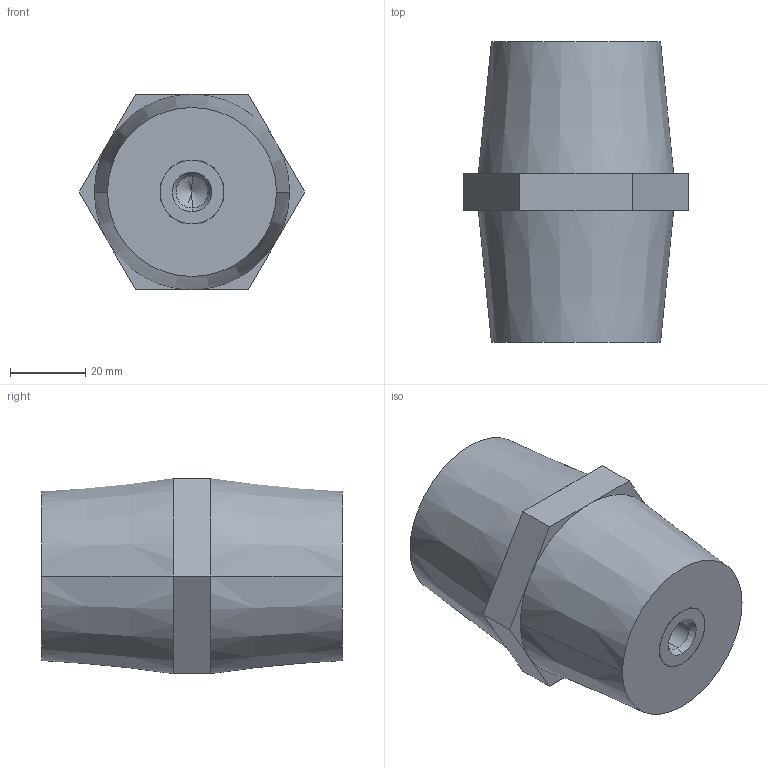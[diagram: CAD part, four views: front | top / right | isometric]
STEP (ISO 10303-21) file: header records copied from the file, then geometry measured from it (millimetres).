
FILE_DESCRIPTION (( 'STEP AP214' ), '1' );
FILE_NAME ('I80-M10.STEP', '2017-06-05T14:45:42', ( '' ), ( '' ), 'SwSTEP 2.0', 'SolidWorks 2017', '' );
FILE_SCHEMA (( 'AUTOMOTIVE_DESIGN' ));
Length unit declared in the file: millimetre
Products named in the file (3): PB1_0110(PB1_0111_10); I80-M10; PB1_0002
Assembly tree (3 placements, depth 2):
  I80-M10
    PB1_0110(PB1_0111_10)
    PB1_0002  x2
Bounding box: 60.04 x 80 x 52 mm (x, y, z)
Volume: 151243.1 mm3; surface area: 22183 mm2
Topology: 3 solids, 3 shells, 162 faces, 374 edges, 226 vertices
Faces by surface type: plane 82, cone 68, cylinder 12
Entity records: 3946 total; most frequent: CARTESIAN_POINT 1095, ORIENTED_EDGE 576, DIRECTION 556, EDGE_CURVE 288, AXIS2_PLACEMENT_3D 210, VERTEX_POINT 177, LINE 136, VECTOR 136
